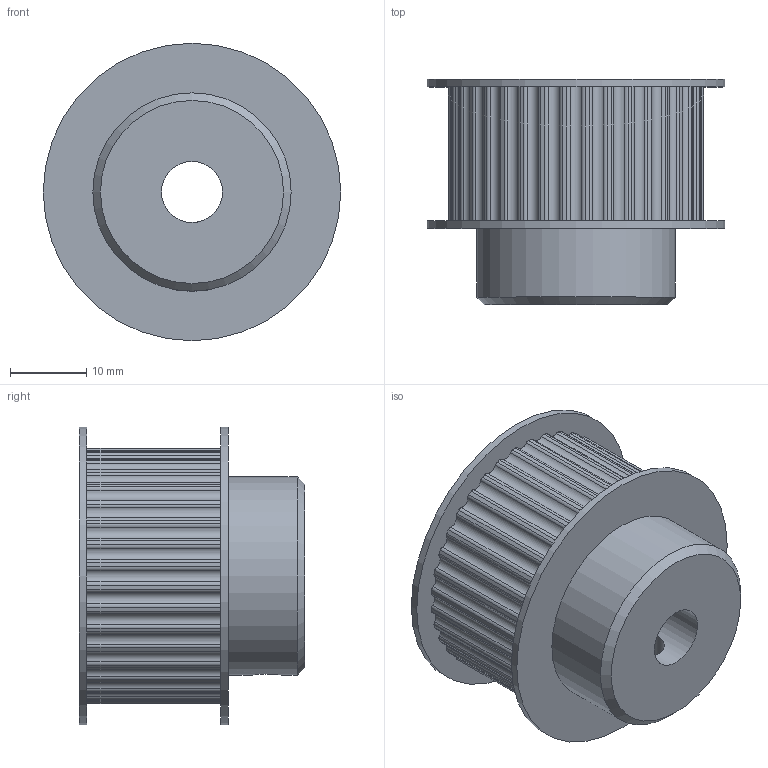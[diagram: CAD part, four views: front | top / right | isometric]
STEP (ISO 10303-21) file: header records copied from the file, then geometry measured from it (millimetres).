
FILE_DESCRIPTION(/* description */ (''),/* implementation_level */ '2;1');
FILE_NAME(/* name */ 'Small pulley (Rev1).stp',/* time_stamp */ '2021-08-22T13:26:45+01:00',/* author */ ('ferrerx'),/* organization */ (''),/* preprocessor_version */ 'ST-DEVELOPER v18',/* originating_system */ 'Autodesk Inventor 2020',/* authorisation */ '');
FILE_SCHEMA (('AUTOMOTIVE_DESIGN { 1 0 10303 214 3 1 1 }'));
Length unit declared in the file: millimetre
Products named in the file (1): Small pulley (Rev1)
Bounding box: 39 x 29.55 x 39 mm (x, y, z)
Volume: 21101.1 mm3; surface area: 6881.3 mm2
Topology: 1 solids, 1 shells, 155 faces, 456 edges, 306 vertices
Faces by surface type: cylinder 149, plane 5, cone 1
Full cylindrical faces by diameter (mm): 4 x1, 8 x1, 26 x1, 39 x2
Entity records: 5473 total; most frequent: DIRECTION 1070, CARTESIAN_POINT 984, ORIENTED_EDGE 912, AXIS2_PLACEMENT_3D 460, EDGE_CURVE 456, VERTEX_POINT 306, CIRCLE 304, EDGE_LOOP 162
